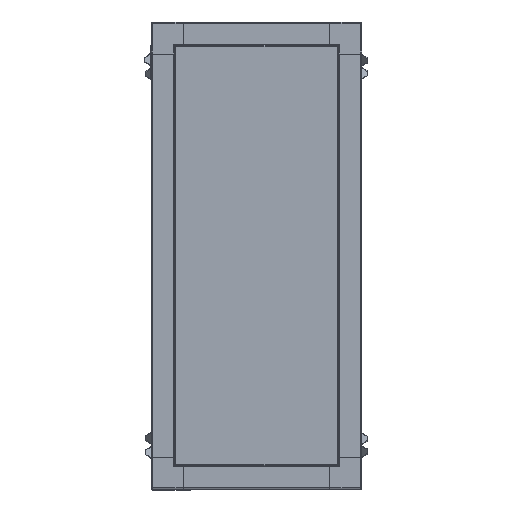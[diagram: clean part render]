
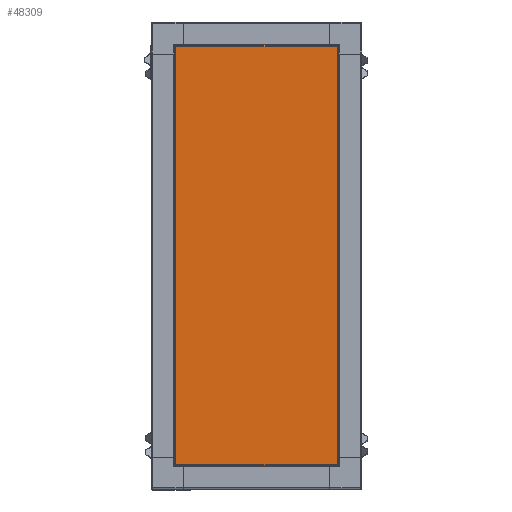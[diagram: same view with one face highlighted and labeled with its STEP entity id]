
A CAD part, top view. The second image highlights one B-rep face of the part: STEP entity #48309.
In plain terms, the highlighted planar face has unit normal (0, 0, 1).
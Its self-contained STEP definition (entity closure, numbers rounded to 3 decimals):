
#336 = VERTEX_POINT ( 'NONE', #35514 ) ;
#1201 = LINE ( 'NONE', #19291, #7583 ) ;
#6166 = DIRECTION ( 'NONE',  ( -1., 0., 0. ) ) ;
#7245 = DIRECTION ( 'NONE',  ( 0., 0., 1. ) ) ;
#7414 = LINE ( 'NONE', #24661, #56878 ) ;
#7583 = VECTOR ( 'NONE', #6166, 1000. ) ;
#8471 = VECTOR ( 'NONE', #13113, 1000. ) ;
#8610 = LINE ( 'NONE', #57719, #41481 ) ;
#11322 = DIRECTION ( 'NONE',  ( 1., 0., 0. ) ) ;
#13113 = DIRECTION ( 'NONE',  ( 0., -1., 0. ) ) ;
#16749 = CARTESIAN_POINT ( 'NONE',  ( 453.109, 1030.903, 1316.517 ) ) ;
#19291 = CARTESIAN_POINT ( 'NONE',  ( 454.201, 1030.903, 1316.517 ) ) ;
#20011 = ORIENTED_EDGE ( 'NONE', *, *, #28424, .T. ) ;
#20211 = CARTESIAN_POINT ( 'NONE',  ( 99.709, 117.503, 1316.517 ) ) ;
#21135 = DIRECTION ( 'NONE',  ( 1., 0., 0. ) ) ;
#22318 = DIRECTION ( 'NONE',  ( 0., 1., 0. ) ) ;
#24025 = VERTEX_POINT ( 'NONE', #32216 ) ;
#24661 = CARTESIAN_POINT ( 'NONE',  ( 98.616, 117.503, 1316.517 ) ) ;
#25711 = EDGE_CURVE ( 'Defeature ausgef�hrt21_361+Defeature ausgef�hrt21_367+Defeature ausgef�hrt21_379+Defeature ausgef�hrt21_373', #336, #31294, #30647, .T. ) ;
#28424 = EDGE_CURVE ( 'Defeature ausgef�hrt21_361+Defeature ausgef�hrt21_379+Defeature ausgef�hrt21_381+Defeature ausgef�hrt21_367', #51612, #336, #1201, .T. ) ;
#30647 = LINE ( 'NONE', #53165, #8471 ) ;
#31294 = VERTEX_POINT ( 'NONE', #20211 ) ;
#31800 = EDGE_LOOP ( 'NONE', ( #55866, #38048, #20011, #34203 ) ) ;
#32216 = CARTESIAN_POINT ( 'NONE',  ( 453.109, 117.503, 1316.517 ) ) ;
#33924 = EDGE_CURVE ( 'Defeature ausgef�hrt21_361+Defeature ausgef�hrt21_381+Defeature ausgef�hrt21_373+Defeature ausgef�hrt21_379', #24025, #51612, #8610, .T. ) ;
#34203 = ORIENTED_EDGE ( 'NONE', *, *, #25711, .T. ) ;
#35514 = CARTESIAN_POINT ( 'NONE',  ( 99.709, 1030.903, 1316.517 ) ) ;
#37923 = FACE_OUTER_BOUND ( 'NONE', #31800, .T. ) ;
#38048 = ORIENTED_EDGE ( 'NONE', *, *, #33924, .T. ) ;
#41481 = VECTOR ( 'NONE', #22318, 1000. ) ;
#47298 = CARTESIAN_POINT ( 'NONE',  ( 96.909, 114.703, 1316.517 ) ) ;
#48309 = ADVANCED_FACE ( 'Defeature ausgef�hrt21_361', ( #37923 ), #55775, .T. ) ;
#50358 = EDGE_CURVE ( 'Defeature ausgef�hrt21_361+Defeature ausgef�hrt21_373+Defeature ausgef�hrt21_367+Defeature ausgef�hrt21_381', #31294, #24025, #7414, .T. ) ;
#51612 = VERTEX_POINT ( 'NONE', #16749 ) ;
#53165 = CARTESIAN_POINT ( 'NONE',  ( 99.709, 1031.996, 1316.517 ) ) ;
#55752 = AXIS2_PLACEMENT_3D ( 'NONE', #47298, #7245, #11322 ) ;
#55775 = PLANE ( 'NONE',  #55752 ) ;
#55866 = ORIENTED_EDGE ( 'NONE', *, *, #50358, .T. ) ;
#56878 = VECTOR ( 'NONE', #21135, 1000. ) ;
#57719 = CARTESIAN_POINT ( 'NONE',  ( 453.109, 116.41, 1316.517 ) ) ;
